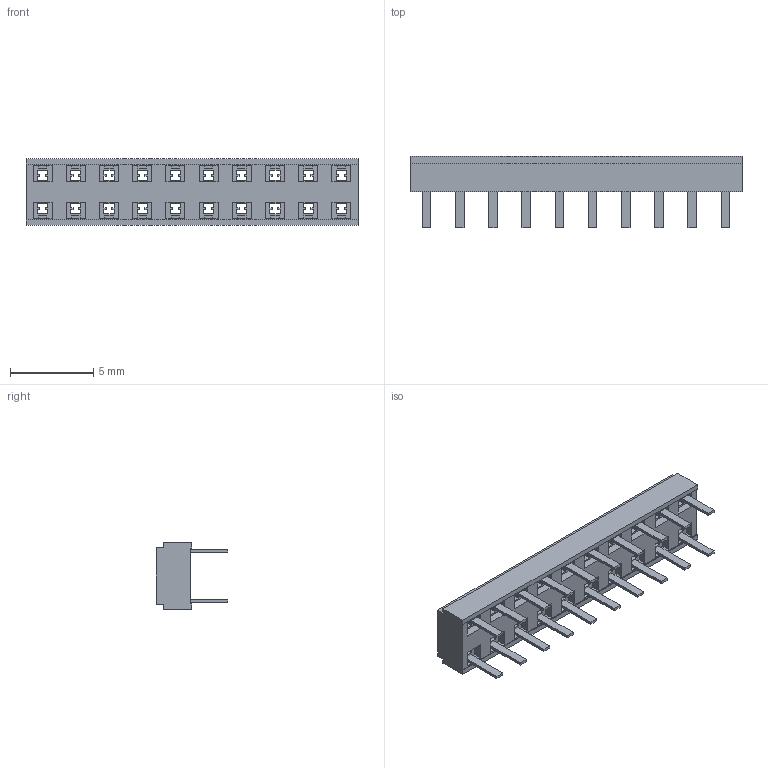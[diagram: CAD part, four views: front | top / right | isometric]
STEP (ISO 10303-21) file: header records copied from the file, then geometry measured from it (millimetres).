
FILE_DESCRIPTION(/* description */ ('STEP AP214'),/* implementation_level */ '2;1');
FILE_NAME(/* name */ 'CLT-110-01-F-D',/* time_stamp */ '2024-10-03T01:03:13+02:00',/* author */ ('License CC BY-ND 4.0'),/* organization */ ('CADENAS'),/* preprocessor_version */ 'ST-DEVELOPER v19.3',/* originating_system */ 'PARTsolutions',/* authorisation */ ' ');
FILE_SCHEMA (('AUTOMOTIVE_DESIGN {1 0 10303 214 3 1 1}'));
Length unit declared in the file: inch
Products named in the file (3): CLT-110-01-F-D; CLT-110-01-F-D_socket; C-1001-F-_pins
Assembly tree (2 placements, depth 2):
  CLT-110-01-F-D
    CLT-110-01-F-D_socket
    C-1001-F-_pins
Bounding box: 20 x 4.28 x 4 mm (x, y, z)
Volume: 140.2 mm3; surface area: 540.5 mm2
Topology: 2 solids, 2 shells, 462 faces, 1287 edges, 858 vertices
Faces by surface type: plane 453, cylinder 9
Full cylindrical faces by diameter (mm): 0.889 x9
Entity records: 14626 total; most frequent: CARTESIAN_POINT 2601, ORIENTED_EDGE 2556, DIRECTION 2226, EDGE_CURVE 1278, LINE 1260, VECTOR 1260, VERTEX_POINT 858, EDGE_LOOP 542
